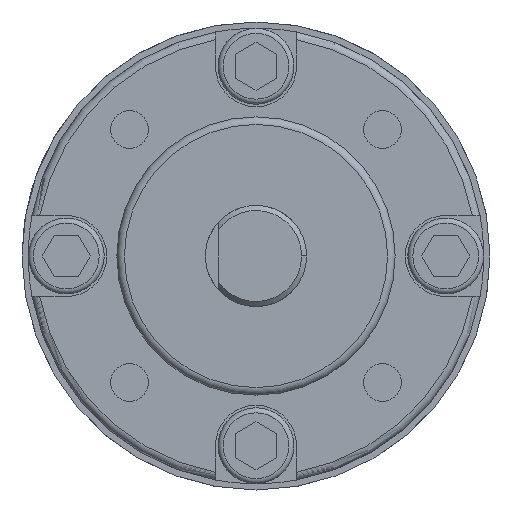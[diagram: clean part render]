
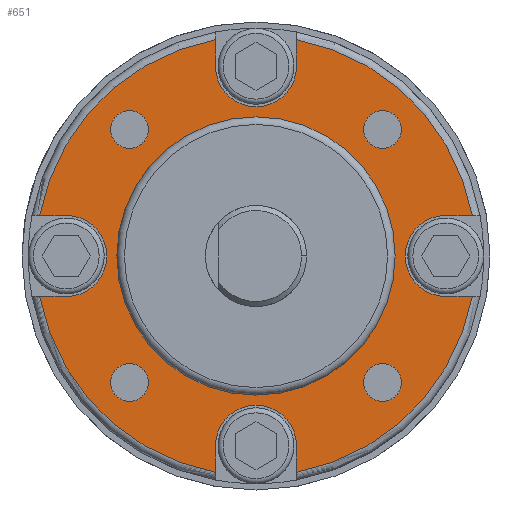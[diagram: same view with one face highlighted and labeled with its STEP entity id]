
A CAD part, front view. The second image highlights one B-rep face of the part: STEP entity #651.
In plain terms, the highlighted planar face has unit normal (0, -1, 0).
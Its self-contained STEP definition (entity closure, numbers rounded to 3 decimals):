
#221 = EDGE_CURVE('',#222,#224,#226,.T.);
#222 = VERTEX_POINT('',#223);
#223 = CARTESIAN_POINT('',(15.,0.,3.2));
#224 = VERTEX_POINT('',#225);
#225 = CARTESIAN_POINT('',(17.103,0.,3.2));
#226 = LINE('',#227,#228);
#227 = CARTESIAN_POINT('',(15.,0.,3.2));
#228 = VECTOR('',#229,1.);
#229 = DIRECTION('',(1.,0.,0.));
#446 = EDGE_CURVE('',#447,#449,#451,.T.);
#447 = VERTEX_POINT('',#448);
#448 = CARTESIAN_POINT('',(17.103,0.,-3.2));
#449 = VERTEX_POINT('',#450);
#450 = CARTESIAN_POINT('',(15.,0.,-3.2));
#451 = LINE('',#452,#453);
#452 = CARTESIAN_POINT('',(19.,0.,-3.2));
#453 = VECTOR('',#454,1.);
#454 = DIRECTION('',(-1.,0.,0.));
#496 = EDGE_CURVE('',#222,#449,#497,.T.);
#497 = CIRCLE('',#498,3.2);
#498 = AXIS2_PLACEMENT_3D('',#499,#500,#501);
#499 = CARTESIAN_POINT('',(15.,0.,0.));
#500 = DIRECTION('',(0.,-1.,0.));
#501 = DIRECTION('',(1.,0.,0.));
#651 = ADVANCED_FACE('',(#652,#766,#777,#788,#799,#810),#821,.T.);
#652 = FACE_BOUND('',#653,.T.);
#653 = EDGE_LOOP('',(#654,#655,#656,#665,#673,#682,#690,#699,#707,#716,
    #724,#733,#741,#750,#758,#765));
#654 = ORIENTED_EDGE('',*,*,#496,.F.);
#655 = ORIENTED_EDGE('',*,*,#221,.T.);
#656 = ORIENTED_EDGE('',*,*,#657,.T.);
#657 = EDGE_CURVE('',#224,#658,#660,.T.);
#658 = VERTEX_POINT('',#659);
#659 = CARTESIAN_POINT('',(3.2,0.,17.103));
#660 = CIRCLE('',#661,17.4);
#661 = AXIS2_PLACEMENT_3D('',#662,#663,#664);
#662 = CARTESIAN_POINT('',(0.,0.,0.));
#663 = DIRECTION('',(0.,-1.,0.));
#664 = DIRECTION('',(1.,0.,0.));
#665 = ORIENTED_EDGE('',*,*,#666,.T.);
#666 = EDGE_CURVE('',#658,#667,#669,.T.);
#667 = VERTEX_POINT('',#668);
#668 = CARTESIAN_POINT('',(3.2,0.,15.));
#669 = LINE('',#670,#671);
#670 = CARTESIAN_POINT('',(3.2,0.,19.));
#671 = VECTOR('',#672,1.);
#672 = DIRECTION('',(0.,0.,-1.));
#673 = ORIENTED_EDGE('',*,*,#674,.F.);
#674 = EDGE_CURVE('',#675,#667,#677,.T.);
#675 = VERTEX_POINT('',#676);
#676 = CARTESIAN_POINT('',(-3.2,0.,15.));
#677 = CIRCLE('',#678,3.2);
#678 = AXIS2_PLACEMENT_3D('',#679,#680,#681);
#679 = CARTESIAN_POINT('',(0.,0.,15.));
#680 = DIRECTION('',(0.,-1.,0.));
#681 = DIRECTION('',(0.,0.,1.));
#682 = ORIENTED_EDGE('',*,*,#683,.T.);
#683 = EDGE_CURVE('',#675,#684,#686,.T.);
#684 = VERTEX_POINT('',#685);
#685 = CARTESIAN_POINT('',(-3.2,0.,17.103));
#686 = LINE('',#687,#688);
#687 = CARTESIAN_POINT('',(-3.2,0.,15.));
#688 = VECTOR('',#689,1.);
#689 = DIRECTION('',(0.,0.,1.));
#690 = ORIENTED_EDGE('',*,*,#691,.T.);
#691 = EDGE_CURVE('',#684,#692,#694,.T.);
#692 = VERTEX_POINT('',#693);
#693 = CARTESIAN_POINT('',(-17.103,0.,3.2));
#694 = CIRCLE('',#695,17.4);
#695 = AXIS2_PLACEMENT_3D('',#696,#697,#698);
#696 = CARTESIAN_POINT('',(0.,0.,0.));
#697 = DIRECTION('',(0.,-1.,0.));
#698 = DIRECTION('',(1.,0.,0.));
#699 = ORIENTED_EDGE('',*,*,#700,.T.);
#700 = EDGE_CURVE('',#692,#701,#703,.T.);
#701 = VERTEX_POINT('',#702);
#702 = CARTESIAN_POINT('',(-15.,0.,3.2));
#703 = LINE('',#704,#705);
#704 = CARTESIAN_POINT('',(-19.,0.,3.2));
#705 = VECTOR('',#706,1.);
#706 = DIRECTION('',(1.,0.,0.));
#707 = ORIENTED_EDGE('',*,*,#708,.F.);
#708 = EDGE_CURVE('',#709,#701,#711,.T.);
#709 = VERTEX_POINT('',#710);
#710 = CARTESIAN_POINT('',(-15.,0.,-3.2));
#711 = CIRCLE('',#712,3.2);
#712 = AXIS2_PLACEMENT_3D('',#713,#714,#715);
#713 = CARTESIAN_POINT('',(-15.,0.,0.));
#714 = DIRECTION('',(-0.,-1.,-0.));
#715 = DIRECTION('',(-1.,0.,0.));
#716 = ORIENTED_EDGE('',*,*,#717,.T.);
#717 = EDGE_CURVE('',#709,#718,#720,.T.);
#718 = VERTEX_POINT('',#719);
#719 = CARTESIAN_POINT('',(-17.103,-0.,-3.2));
#720 = LINE('',#721,#722);
#721 = CARTESIAN_POINT('',(-15.,0.,-3.2));
#722 = VECTOR('',#723,1.);
#723 = DIRECTION('',(-1.,0.,0.));
#724 = ORIENTED_EDGE('',*,*,#725,.T.);
#725 = EDGE_CURVE('',#718,#726,#728,.T.);
#726 = VERTEX_POINT('',#727);
#727 = CARTESIAN_POINT('',(-3.2,0.,-17.103));
#728 = CIRCLE('',#729,17.4);
#729 = AXIS2_PLACEMENT_3D('',#730,#731,#732);
#730 = CARTESIAN_POINT('',(0.,0.,0.));
#731 = DIRECTION('',(0.,-1.,0.));
#732 = DIRECTION('',(1.,0.,0.));
#733 = ORIENTED_EDGE('',*,*,#734,.T.);
#734 = EDGE_CURVE('',#726,#735,#737,.T.);
#735 = VERTEX_POINT('',#736);
#736 = CARTESIAN_POINT('',(-3.2,0.,-15.));
#737 = LINE('',#738,#739);
#738 = CARTESIAN_POINT('',(-3.2,0.,-19.));
#739 = VECTOR('',#740,1.);
#740 = DIRECTION('',(0.,-0.,1.));
#741 = ORIENTED_EDGE('',*,*,#742,.F.);
#742 = EDGE_CURVE('',#743,#735,#745,.T.);
#743 = VERTEX_POINT('',#744);
#744 = CARTESIAN_POINT('',(3.2,0.,-15.));
#745 = CIRCLE('',#746,3.2);
#746 = AXIS2_PLACEMENT_3D('',#747,#748,#749);
#747 = CARTESIAN_POINT('',(0.,0.,-15.));
#748 = DIRECTION('',(0.,-1.,0.));
#749 = DIRECTION('',(0.,0.,-1.));
#750 = ORIENTED_EDGE('',*,*,#751,.T.);
#751 = EDGE_CURVE('',#743,#752,#754,.T.);
#752 = VERTEX_POINT('',#753);
#753 = CARTESIAN_POINT('',(3.2,0.,-17.103));
#754 = LINE('',#755,#756);
#755 = CARTESIAN_POINT('',(3.2,0.,-15.));
#756 = VECTOR('',#757,1.);
#757 = DIRECTION('',(0.,0.,-1.));
#758 = ORIENTED_EDGE('',*,*,#759,.T.);
#759 = EDGE_CURVE('',#752,#447,#760,.T.);
#760 = CIRCLE('',#761,17.4);
#761 = AXIS2_PLACEMENT_3D('',#762,#763,#764);
#762 = CARTESIAN_POINT('',(0.,0.,0.));
#763 = DIRECTION('',(0.,-1.,0.));
#764 = DIRECTION('',(1.,0.,0.));
#765 = ORIENTED_EDGE('',*,*,#446,.T.);
#766 = FACE_BOUND('',#767,.T.);
#767 = EDGE_LOOP('',(#768));
#768 = ORIENTED_EDGE('',*,*,#769,.F.);
#769 = EDGE_CURVE('',#770,#770,#772,.T.);
#770 = VERTEX_POINT('',#771);
#771 = CARTESIAN_POINT('',(-10.,0.,-11.5));
#772 = CIRCLE('',#773,1.5);
#773 = AXIS2_PLACEMENT_3D('',#774,#775,#776);
#774 = CARTESIAN_POINT('',(-10.,0.,-10.));
#775 = DIRECTION('',(0.,-1.,0.));
#776 = DIRECTION('',(0.,0.,-1.));
#777 = FACE_BOUND('',#778,.T.);
#778 = EDGE_LOOP('',(#779));
#779 = ORIENTED_EDGE('',*,*,#780,.F.);
#780 = EDGE_CURVE('',#781,#781,#783,.T.);
#781 = VERTEX_POINT('',#782);
#782 = CARTESIAN_POINT('',(11.5,0.,-10.));
#783 = CIRCLE('',#784,1.5);
#784 = AXIS2_PLACEMENT_3D('',#785,#786,#787);
#785 = CARTESIAN_POINT('',(10.,0.,-10.));
#786 = DIRECTION('',(0.,-1.,0.));
#787 = DIRECTION('',(1.,0.,0.));
#788 = FACE_BOUND('',#789,.T.);
#789 = EDGE_LOOP('',(#790));
#790 = ORIENTED_EDGE('',*,*,#791,.F.);
#791 = EDGE_CURVE('',#792,#792,#794,.T.);
#792 = VERTEX_POINT('',#793);
#793 = CARTESIAN_POINT('',(-11.5,0.,10.));
#794 = CIRCLE('',#795,1.5);
#795 = AXIS2_PLACEMENT_3D('',#796,#797,#798);
#796 = CARTESIAN_POINT('',(-10.,0.,10.));
#797 = DIRECTION('',(-0.,-1.,-0.));
#798 = DIRECTION('',(-1.,0.,0.));
#799 = FACE_BOUND('',#800,.T.);
#800 = EDGE_LOOP('',(#801));
#801 = ORIENTED_EDGE('',*,*,#802,.F.);
#802 = EDGE_CURVE('',#803,#803,#805,.T.);
#803 = VERTEX_POINT('',#804);
#804 = CARTESIAN_POINT('',(11.,0.,0.));
#805 = CIRCLE('',#806,11.);
#806 = AXIS2_PLACEMENT_3D('',#807,#808,#809);
#807 = CARTESIAN_POINT('',(0.,0.,0.));
#808 = DIRECTION('',(0.,-1.,0.));
#809 = DIRECTION('',(1.,0.,0.));
#810 = FACE_BOUND('',#811,.T.);
#811 = EDGE_LOOP('',(#812));
#812 = ORIENTED_EDGE('',*,*,#813,.F.);
#813 = EDGE_CURVE('',#814,#814,#816,.T.);
#814 = VERTEX_POINT('',#815);
#815 = CARTESIAN_POINT('',(10.,0.,11.5));
#816 = CIRCLE('',#817,1.5);
#817 = AXIS2_PLACEMENT_3D('',#818,#819,#820);
#818 = CARTESIAN_POINT('',(10.,0.,10.));
#819 = DIRECTION('',(0.,-1.,0.));
#820 = DIRECTION('',(0.,0.,1.));
#821 = PLANE('',#822);
#822 = AXIS2_PLACEMENT_3D('',#823,#824,#825);
#823 = CARTESIAN_POINT('',(0.,0.,0.));
#824 = DIRECTION('',(-0.,-1.,-0.));
#825 = DIRECTION('',(1.,0.,0.));
